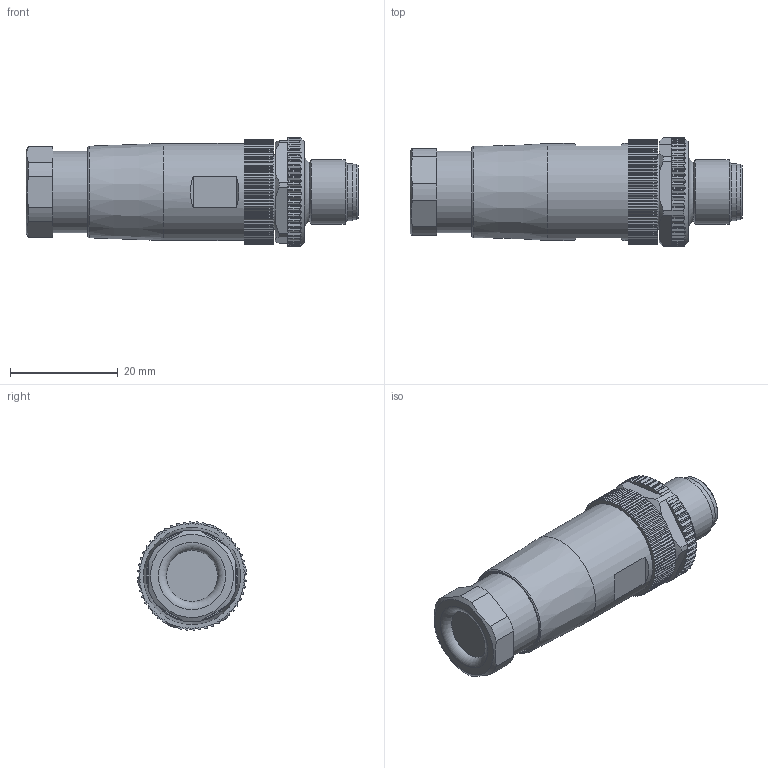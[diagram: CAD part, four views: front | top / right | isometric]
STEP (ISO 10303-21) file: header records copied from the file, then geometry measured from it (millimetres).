
FILE_DESCRIPTION(/* description */ (''),/* implementation_level */ '2;1');
FILE_NAME(/* name */ '99-0429-105-04_bg.stp',/* time_stamp */ '2010-09-09T13:55:39+02:00',/* author */ (''),/* organization */ (''),/* preprocessor_version */ 'ST-DEVELOPER v11',/* originating_system */ 'UGS - NX 5.0',/* authorisation */ '');
FILE_SCHEMA (('CONFIG_CONTROL_DESIGN'));
Length unit declared in the file: millimetre
Products named in the file (1): sgroBAB4h45y
Bounding box: 61.6 x 20.19 x 20.19 mm (x, y, z)
Volume: 13107.1 mm3; surface area: 4764.4 mm2
Topology: 1 solids, 2 shells, 646 faces, 1859 edges, 1233 vertices
Faces by surface type: plane 386, cylinder 232, cone 21, sphere 4, torus 3
Full cylindrical faces by diameter (mm): 1 x4, 10.3 x1, 10.4 x1, 10.6 x1, 12 x1, 13.9 x1, 14.2 x1, 14.5 x1, 15.2 x1, 16.2 x1, 18 x1
Entity records: 22663 total; most frequent: CARTESIAN_POINT 6281, ORIENTED_EDGE 3628, DIRECTION 3098, EDGE_CURVE 1814, VERTEX_POINT 1219, AXIS2_PLACEMENT_3D 1063, LINE 972, VECTOR 972
